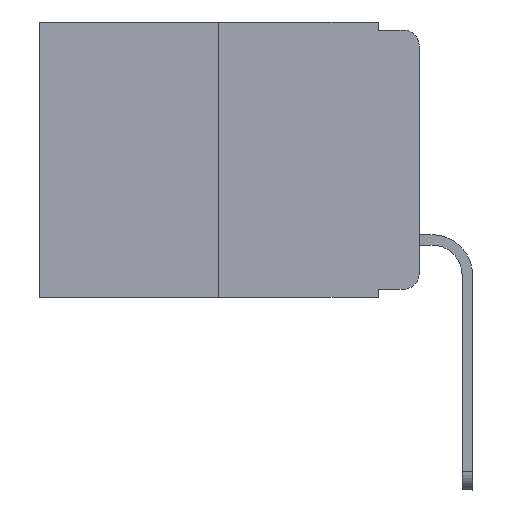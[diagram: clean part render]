
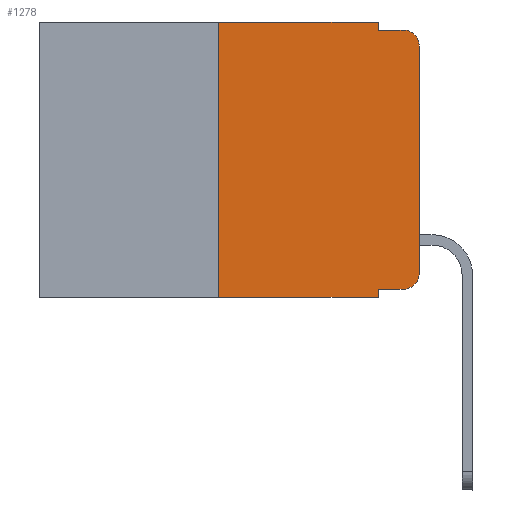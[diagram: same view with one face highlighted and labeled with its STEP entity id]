
A CAD part, left-side view. The second image highlights one B-rep face of the part: STEP entity #1278.
In plain terms, the highlighted planar face has unit normal (-1, 0, 0).
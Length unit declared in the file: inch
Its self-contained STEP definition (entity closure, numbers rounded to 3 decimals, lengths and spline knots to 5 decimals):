
#3 = ORIENTED_EDGE ( 'NONE', *, *, #17747, .T. ) ;
#264 = LINE ( 'NONE', #13050, #5177 ) ;
#492 = LINE ( 'NONE', #10412, #17397 ) ;
#1161 = LINE ( 'NONE', #14877, #9886 ) ;
#1278 = ADVANCED_FACE ( 'NONE', ( #2062 ), #6453, .F. ) ;
#1330 = CARTESIAN_POINT ( 'NONE',  ( 0., 0.051, -0.333 ) ) ;
#1502 = DIRECTION ( 'NONE',  ( -1., 0., 0. ) ) ;
#1918 = CARTESIAN_POINT ( 'NONE',  ( 0., 0.473, 0. ) ) ;
#2062 = FACE_OUTER_BOUND ( 'NONE', #12346, .T. ) ;
#2167 = CARTESIAN_POINT ( 'NONE',  ( 0., 0.02, -0.01 ) ) ;
#2308 = CARTESIAN_POINT ( 'NONE',  ( 0., 0.473, -0.343 ) ) ;
#2811 = CARTESIAN_POINT ( 'NONE',  ( 0., 0., 0. ) ) ;
#2987 = CIRCLE ( 'NONE', #14174, 0.02 ) ;
#3144 = ORIENTED_EDGE ( 'NONE', *, *, #4124, .F. ) ;
#3387 = LINE ( 'NONE', #1918, #6577 ) ;
#4124 = EDGE_CURVE ( 'NONE', #17348, #15749, #1161, .T. ) ;
#4285 = CARTESIAN_POINT ( 'NONE',  ( 0., 0.051, -0.343 ) ) ;
#4368 = DIRECTION ( 'NONE',  ( 0., 0., 1. ) ) ;
#4542 = CARTESIAN_POINT ( 'NONE',  ( 0., 0.25, 0. ) ) ;
#4567 = DIRECTION ( 'NONE',  ( 0., -1., 0. ) ) ;
#4938 = ORIENTED_EDGE ( 'NONE', *, *, #7857, .T. ) ;
#5174 = ORIENTED_EDGE ( 'NONE', *, *, #8566, .T. ) ;
#5177 = VECTOR ( 'NONE', #14525, 39.37008 ) ;
#5208 = EDGE_CURVE ( 'NONE', #11984, #6854, #15908, .T. ) ;
#5436 = VECTOR ( 'NONE', #15056, 39.37008 ) ;
#5590 = VERTEX_POINT ( 'NONE', #4542 ) ;
#5591 = VERTEX_POINT ( 'NONE', #11443 ) ;
#5875 = ORIENTED_EDGE ( 'NONE', *, *, #12122, .T. ) ;
#6159 = DIRECTION ( 'NONE',  ( 1., 0., 0. ) ) ;
#6280 = DIRECTION ( 'NONE',  ( -1., 0., 0. ) ) ;
#6453 = PLANE ( 'NONE',  #8297 ) ;
#6577 = VECTOR ( 'NONE', #7681, 39.37008 ) ;
#6854 = VERTEX_POINT ( 'NONE', #2167 ) ;
#7570 = CARTESIAN_POINT ( 'NONE',  ( 0., 0.02, -0.03 ) ) ;
#7681 = DIRECTION ( 'NONE',  ( 0., -1., 0. ) ) ;
#7857 = EDGE_CURVE ( 'NONE', #10575, #15749, #7984, .T. ) ;
#7913 = ORIENTED_EDGE ( 'NONE', *, *, #5208, .F. ) ;
#7984 = LINE ( 'NONE', #2308, #16688 ) ;
#8297 = AXIS2_PLACEMENT_3D ( 'NONE', #13209, #6159, #11814 ) ;
#8566 = EDGE_CURVE ( 'NONE', #11065, #5591, #11104, .T. ) ;
#8760 = VECTOR ( 'NONE', #4368, 39.37008 ) ;
#8785 = DIRECTION ( 'NONE',  ( 0., 0., -1. ) ) ;
#8878 = CARTESIAN_POINT ( 'NONE',  ( 0., 0.051, 0. ) ) ;
#8889 = VECTOR ( 'NONE', #4567, 39.37008 ) ;
#9566 = DIRECTION ( 'NONE',  ( 0., -1., 0. ) ) ;
#9735 = CIRCLE ( 'NONE', #17098, 0.02 ) ;
#9886 = VECTOR ( 'NONE', #10613, 39.37008 ) ;
#9968 = VERTEX_POINT ( 'NONE', #8878 ) ;
#10244 = CARTESIAN_POINT ( 'NONE',  ( 0., 0.051, -0.333 ) ) ;
#10412 = CARTESIAN_POINT ( 'NONE',  ( 0., 0.25, 0. ) ) ;
#10575 = VERTEX_POINT ( 'NONE', #14085 ) ;
#10613 = DIRECTION ( 'NONE',  ( 0., 0., -1. ) ) ;
#11065 = VERTEX_POINT ( 'NONE', #16457 ) ;
#11104 = LINE ( 'NONE', #2811, #8760 ) ;
#11241 = CARTESIAN_POINT ( 'NONE',  ( 0., 0.02, -0.313 ) ) ;
#11362 = ORIENTED_EDGE ( 'NONE', *, *, #17842, .T. ) ;
#11443 = CARTESIAN_POINT ( 'NONE',  ( 0., 0., -0.03 ) ) ;
#11659 = EDGE_CURVE ( 'NONE', #5590, #9968, #3387, .T. ) ;
#11814 = DIRECTION ( 'NONE',  ( 0., 0., -1. ) ) ;
#11984 = VERTEX_POINT ( 'NONE', #15526 ) ;
#12122 = EDGE_CURVE ( 'NONE', #5591, #6854, #2987, .T. ) ;
#12346 = EDGE_LOOP ( 'NONE', ( #5174, #5875, #7913, #13966, #17820, #17257, #4938, #3144, #3, #11362 ) ) ;
#13050 = CARTESIAN_POINT ( 'NONE',  ( 0., 0.051, 0. ) ) ;
#13140 = CARTESIAN_POINT ( 'NONE',  ( 0., 0.02, -0.333 ) ) ;
#13209 = CARTESIAN_POINT ( 'NONE',  ( 0., 0.473, 0. ) ) ;
#13938 = LINE ( 'NONE', #1330, #5436 ) ;
#13966 = ORIENTED_EDGE ( 'NONE', *, *, #16924, .F. ) ;
#14085 = CARTESIAN_POINT ( 'NONE',  ( 0., 0.25, -0.343 ) ) ;
#14174 = AXIS2_PLACEMENT_3D ( 'NONE', #7570, #6280, #8785 ) ;
#14525 = DIRECTION ( 'NONE',  ( 0., 0., -1. ) ) ;
#14877 = CARTESIAN_POINT ( 'NONE',  ( 0., 0.051, 0. ) ) ;
#15056 = DIRECTION ( 'NONE',  ( 0., -1., 0. ) ) ;
#15526 = CARTESIAN_POINT ( 'NONE',  ( 0., 0.051, -0.01 ) ) ;
#15735 = VERTEX_POINT ( 'NONE', #13140 ) ;
#15749 = VERTEX_POINT ( 'NONE', #4285 ) ;
#15908 = LINE ( 'NONE', #17189, #8889 ) ;
#16457 = CARTESIAN_POINT ( 'NONE',  ( 0., 0., -0.313 ) ) ;
#16688 = VECTOR ( 'NONE', #9566, 39.37008 ) ;
#16924 = EDGE_CURVE ( 'NONE', #9968, #11984, #264, .T. ) ;
#16970 = DIRECTION ( 'NONE',  ( 0., 0., -1. ) ) ;
#17098 = AXIS2_PLACEMENT_3D ( 'NONE', #11241, #1502, #16970 ) ;
#17189 = CARTESIAN_POINT ( 'NONE',  ( 0., 0.051, -0.01 ) ) ;
#17257 = ORIENTED_EDGE ( 'NONE', *, *, #17946, .F. ) ;
#17348 = VERTEX_POINT ( 'NONE', #10244 ) ;
#17397 = VECTOR ( 'NONE', #17518, 39.37008 ) ;
#17518 = DIRECTION ( 'NONE',  ( 0., 0., 1. ) ) ;
#17747 = EDGE_CURVE ( 'NONE', #17348, #15735, #13938, .T. ) ;
#17820 = ORIENTED_EDGE ( 'NONE', *, *, #11659, .F. ) ;
#17842 = EDGE_CURVE ( 'NONE', #15735, #11065, #9735, .T. ) ;
#17946 = EDGE_CURVE ( 'NONE', #10575, #5590, #492, .T. ) ;
